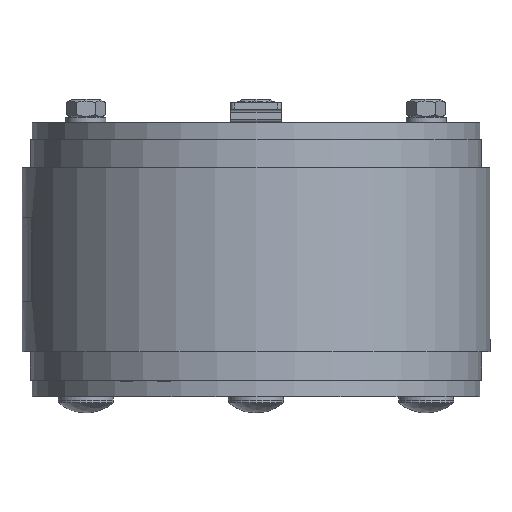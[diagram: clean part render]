
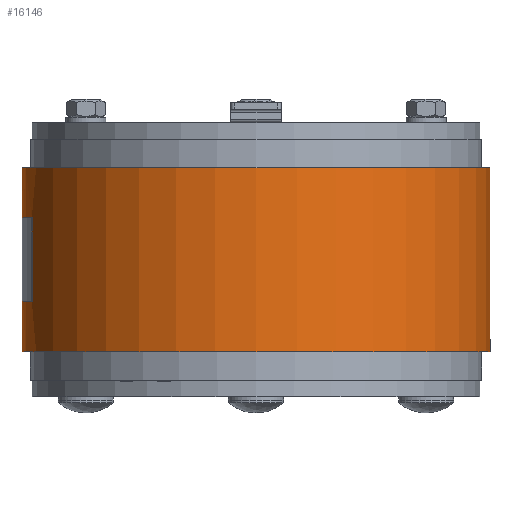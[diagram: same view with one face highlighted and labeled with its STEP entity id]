
A CAD part, front view. The second image highlights one B-rep face of the part: STEP entity #16146.
In plain terms, the highlighted cylindrical face has radius 70 mm (diameter 140 mm), a partial arc.
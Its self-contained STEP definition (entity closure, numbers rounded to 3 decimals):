
#2028=LINE('',#27223,#3768);
#2035=LINE('',#27240,#3775);
#2045=LINE('',#27259,#3785);
#2054=LINE('',#27285,#3794);
#2055=LINE('',#27289,#3795);
#2056=LINE('',#27292,#3796);
#3768=VECTOR('',#20709,25.);
#3775=VECTOR('',#20726,15.);
#3785=VECTOR('',#20746,15.);
#3794=VECTOR('',#20775,15.);
#3795=VECTOR('',#20778,25.);
#3796=VECTOR('',#20781,15.);
#5854=FACE_OUTER_BOUND('',#6813,.T.);
#6813=EDGE_LOOP('',(#15157,#15158,#15159,#15160,#15161,#15162,#15163,#15164,
#15165,#15166,#15167,#15168,#15169,#15170));
#6996=CIRCLE('',#17100,70.);
#6998=CIRCLE('',#17103,70.);
#7000=CIRCLE('',#17106,70.);
#7002=CIRCLE('',#17110,70.);
#7004=CIRCLE('',#17123,70.);
#7007=CIRCLE('',#17127,70.);
#7008=CIRCLE('',#17129,70.);
#7009=CIRCLE('',#17130,70.);
#8470=VERTEX_POINT('',#27195);
#8471=VERTEX_POINT('',#27196);
#8474=VERTEX_POINT('',#27204);
#8475=VERTEX_POINT('',#27205);
#8478=VERTEX_POINT('',#27213);
#8479=VERTEX_POINT('',#27214);
#8482=VERTEX_POINT('',#27222);
#8484=VERTEX_POINT('',#27228);
#8494=VERTEX_POINT('',#27272);
#8497=VERTEX_POINT('',#27280);
#8498=VERTEX_POINT('',#27284);
#8499=VERTEX_POINT('',#27286);
#8500=VERTEX_POINT('',#27288);
#8501=VERTEX_POINT('',#27290);
#10681=EDGE_CURVE('',#8470,#8471,#6996,.T.);
#10685=EDGE_CURVE('',#8474,#8475,#6998,.T.);
#10689=EDGE_CURVE('',#8478,#8479,#7000,.T.);
#10693=EDGE_CURVE('',#8479,#8482,#2028,.T.);
#10696=EDGE_CURVE('',#8482,#8484,#7002,.T.);
#10702=EDGE_CURVE('',#8470,#8484,#2035,.T.);
#10712=EDGE_CURVE('',#8478,#8475,#2045,.T.);
#10719=EDGE_CURVE('',#8494,#8474,#7004,.T.);
#10724=EDGE_CURVE('',#8471,#8497,#7007,.T.);
#10725=EDGE_CURVE('',#8497,#8498,#2054,.T.);
#10726=EDGE_CURVE('',#8498,#8499,#7008,.T.);
#10727=EDGE_CURVE('',#8499,#8500,#2055,.T.);
#10728=EDGE_CURVE('',#8500,#8501,#7009,.T.);
#10729=EDGE_CURVE('',#8501,#8494,#2056,.T.);
#15157=ORIENTED_EDGE('',*,*,#10724,.T.);
#15158=ORIENTED_EDGE('',*,*,#10725,.T.);
#15159=ORIENTED_EDGE('',*,*,#10726,.T.);
#15160=ORIENTED_EDGE('',*,*,#10727,.T.);
#15161=ORIENTED_EDGE('',*,*,#10728,.T.);
#15162=ORIENTED_EDGE('',*,*,#10729,.T.);
#15163=ORIENTED_EDGE('',*,*,#10719,.T.);
#15164=ORIENTED_EDGE('',*,*,#10685,.T.);
#15165=ORIENTED_EDGE('',*,*,#10712,.F.);
#15166=ORIENTED_EDGE('',*,*,#10689,.T.);
#15167=ORIENTED_EDGE('',*,*,#10693,.T.);
#15168=ORIENTED_EDGE('',*,*,#10696,.T.);
#15169=ORIENTED_EDGE('',*,*,#10702,.F.);
#15170=ORIENTED_EDGE('',*,*,#10681,.T.);
#15289=CYLINDRICAL_SURFACE('',#17128,70.);
#16146=ADVANCED_FACE('',(#5854),#15289,.T.);
#17100=AXIS2_PLACEMENT_3D('',#27197,#20685,#20686);
#17103=AXIS2_PLACEMENT_3D('',#27206,#20693,#20694);
#17106=AXIS2_PLACEMENT_3D('',#27215,#20701,#20702);
#17110=AXIS2_PLACEMENT_3D('',#27229,#20714,#20715);
#17123=AXIS2_PLACEMENT_3D('',#27273,#20761,#20762);
#17127=AXIS2_PLACEMENT_3D('',#27282,#20771,#20772);
#17128=AXIS2_PLACEMENT_3D('',#27283,#20773,#20774);
#17129=AXIS2_PLACEMENT_3D('',#27287,#20776,#20777);
#17130=AXIS2_PLACEMENT_3D('',#27291,#20779,#20780);
#20685=DIRECTION('center_axis',(0.,-1.,0.));
#20686=DIRECTION('ref_axis',(0.,0.,-1.));
#20693=DIRECTION('center_axis',(0.,1.,0.));
#20694=DIRECTION('ref_axis',(0.,0.,-1.));
#20701=DIRECTION('center_axis',(0.,-1.,0.));
#20702=DIRECTION('ref_axis',(0.,0.,-1.));
#20709=DIRECTION('',(0.,1.,0.));
#20714=DIRECTION('center_axis',(0.,1.,0.));
#20715=DIRECTION('ref_axis',(0.,0.,-1.));
#20726=DIRECTION('',(0.,-1.,0.));
#20746=DIRECTION('',(0.,-1.,0.));
#20761=DIRECTION('center_axis',(0.,1.,0.));
#20762=DIRECTION('ref_axis',(0.,0.,1.));
#20771=DIRECTION('center_axis',(0.,-1.,0.));
#20772=DIRECTION('ref_axis',(0.,0.,1.));
#20773=DIRECTION('center_axis',(0.,-1.,0.));
#20774=DIRECTION('ref_axis',(0.,0.,1.));
#20775=DIRECTION('',(0.,-1.,0.));
#20776=DIRECTION('center_axis',(0.,-1.,0.));
#20777=DIRECTION('ref_axis',(0.,0.,1.));
#20778=DIRECTION('',(0.,-1.,0.));
#20779=DIRECTION('center_axis',(0.,1.,0.));
#20780=DIRECTION('ref_axis',(-0.292,0.,0.956));
#20781=DIRECTION('',(0.,-1.,0.));
#27195=CARTESIAN_POINT('',(-107.988,27.5,-1.25));
#27196=CARTESIAN_POINT('',(-107.988,27.5,138.75));
#27197=CARTESIAN_POINT('Origin',(-107.988,27.5,68.75));
#27204=CARTESIAN_POINT('',(-107.988,-27.5,138.75));
#27205=CARTESIAN_POINT('',(-107.988,-27.5,-1.25));
#27206=CARTESIAN_POINT('Origin',(-107.988,-27.5,68.75));
#27213=CARTESIAN_POINT('',(-107.988,-12.5,-1.25));
#27214=CARTESIAN_POINT('',(-87.914,-12.5,1.69));
#27215=CARTESIAN_POINT('Origin',(-107.988,-12.5,68.75));
#27222=CARTESIAN_POINT('',(-87.914,12.5,1.69));
#27223=CARTESIAN_POINT('',(-87.914,0.,1.69));
#27228=CARTESIAN_POINT('',(-107.988,12.5,-1.25));
#27229=CARTESIAN_POINT('Origin',(-107.988,12.5,68.75));
#27240=CARTESIAN_POINT('',(-107.988,13.75,-1.25));
#27259=CARTESIAN_POINT('',(-107.988,-6.25,-1.25));
#27272=CARTESIAN_POINT('',(-107.992,-27.5,138.75));
#27273=CARTESIAN_POINT('Origin',(-107.988,-27.5,68.75));
#27280=CARTESIAN_POINT('',(-107.992,27.5,138.75));
#27282=CARTESIAN_POINT('Origin',(-107.988,27.5,68.75));
#27283=CARTESIAN_POINT('Origin',(-107.988,0.,
68.75));
#27284=CARTESIAN_POINT('',(-107.992,12.5,138.75));
#27285=CARTESIAN_POINT('',(-107.992,-27.5,138.75));
#27286=CARTESIAN_POINT('',(-128.431,12.5,135.699));
#27287=CARTESIAN_POINT('Origin',(-107.988,12.5,68.75));
#27288=CARTESIAN_POINT('',(-128.431,-12.5,135.699));
#27289=CARTESIAN_POINT('',(-128.431,-12.5,135.699));
#27290=CARTESIAN_POINT('',(-107.992,-12.5,138.75));
#27291=CARTESIAN_POINT('Origin',(-107.988,-12.5,68.75));
#27292=CARTESIAN_POINT('',(-107.992,-27.5,138.75));
